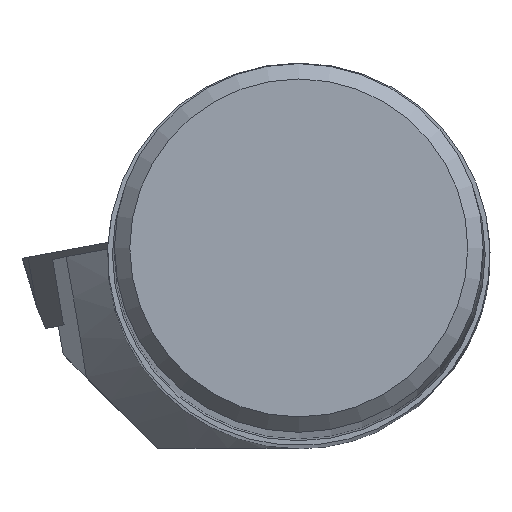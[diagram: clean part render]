
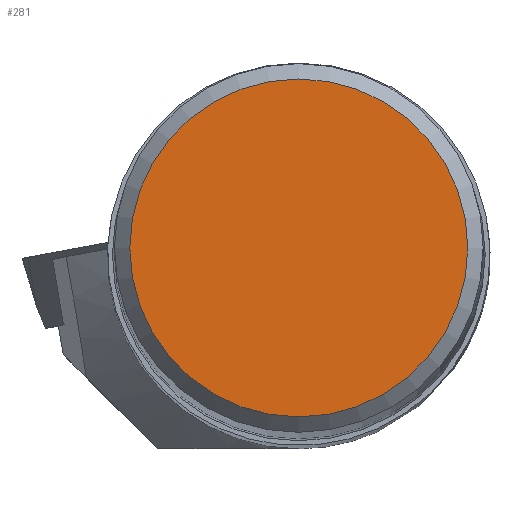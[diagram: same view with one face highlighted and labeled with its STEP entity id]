
A CAD part, top view. The second image highlights one B-rep face of the part: STEP entity #281.
In plain terms, the highlighted planar face has unit normal (0, 0, 1).
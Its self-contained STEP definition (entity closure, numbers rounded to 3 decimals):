
#130=PLANE('',#814);
#156=FACE_OUTER_BOUND('',#367,.T.);
#281=ADVANCED_FACE('',(#156),#130,.F.);
#367=EDGE_LOOP('',(#495));
#495=ORIENTED_EDGE('',*,*,#658,.F.);
#586=VERTEX_POINT('',#1179);
#658=EDGE_CURVE('',#586,#586,#696,.T.);
#696=CIRCLE('',#812,5.5);
#812=AXIS2_PLACEMENT_3D('',#1178,#960,#961);
#814=AXIS2_PLACEMENT_3D('',#1181,#964,#965);
#960=DIRECTION('',(0.,0.,-1.));
#961=DIRECTION('',(0.,-1.,0.));
#964=DIRECTION('',(0.,0.,-1.));
#965=DIRECTION('',(0.,-1.,0.));
#1178=CARTESIAN_POINT('',(0.,0.,0.));
#1179=CARTESIAN_POINT('',(0.,-5.5,0.));
#1181=CARTESIAN_POINT('',(0.,0.,0.));
